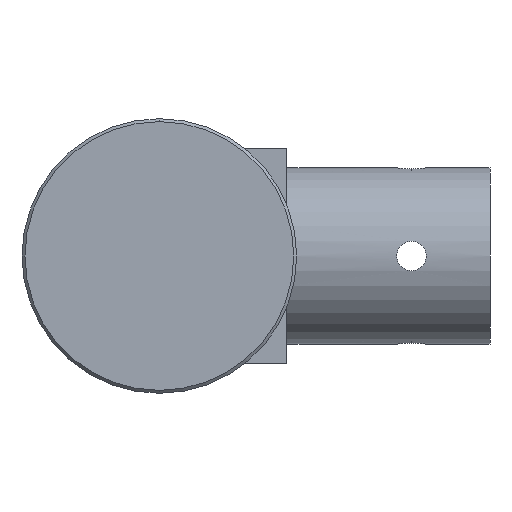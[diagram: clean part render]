
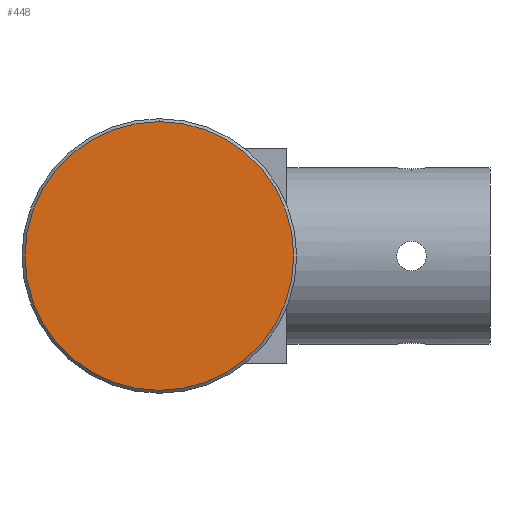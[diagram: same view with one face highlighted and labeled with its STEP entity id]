
A CAD part, left-side view. The second image highlights one B-rep face of the part: STEP entity #448.
In plain terms, the highlighted planar face has unit normal (-1, 0, 0).
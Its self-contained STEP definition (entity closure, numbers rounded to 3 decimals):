
#2 = DIRECTION ( 'NONE',  ( -1., 0., 0. ) ) ;
#26 = DIRECTION ( 'NONE',  ( 0., 0., 1. ) ) ;
#45 = DIRECTION ( 'NONE',  ( -1., 0., 0. ) ) ;
#224 = PLANE ( 'NONE',  #962 ) ;
#283 = ORIENTED_EDGE ( 'NONE', *, *, #287, .T. ) ;
#287 = EDGE_CURVE ( 'NONE', #1183, #295, #901, .T. ) ;
#295 = VERTEX_POINT ( 'NONE', #1316 ) ;
#349 = DIRECTION ( 'NONE',  ( 0., 0., -1. ) ) ;
#436 = CARTESIAN_POINT ( 'NONE',  ( 0., 0., -13.7 ) ) ;
#448 = ADVANCED_FACE ( 'NONE', ( #1336 ), #224, .F. ) ;
#460 = CARTESIAN_POINT ( 'NONE',  ( 0., 0., 0. ) ) ;
#733 = CARTESIAN_POINT ( 'NONE',  ( 0., 0., 0. ) ) ;
#777 = EDGE_CURVE ( 'NONE', #295, #1183, #1024, .T. ) ;
#836 = EDGE_LOOP ( 'NONE', ( #283, #1280 ) ) ;
#901 = CIRCLE ( 'NONE', #1528, 13.7 ) ;
#962 = AXIS2_PLACEMENT_3D ( 'NONE', #1192, #1819, #349 ) ;
#1024 = CIRCLE ( 'NONE', #1354, 13.7 ) ;
#1152 = DIRECTION ( 'NONE',  ( 0., 0., 1. ) ) ;
#1183 = VERTEX_POINT ( 'NONE', #436 ) ;
#1192 = CARTESIAN_POINT ( 'NONE',  ( 0., 0., 0. ) ) ;
#1280 = ORIENTED_EDGE ( 'NONE', *, *, #777, .T. ) ;
#1316 = CARTESIAN_POINT ( 'NONE',  ( 0., 0., 13.7 ) ) ;
#1336 = FACE_OUTER_BOUND ( 'NONE', #836, .T. ) ;
#1354 = AXIS2_PLACEMENT_3D ( 'NONE', #733, #2, #1152 ) ;
#1528 = AXIS2_PLACEMENT_3D ( 'NONE', #460, #45, #26 ) ;
#1819 = DIRECTION ( 'NONE',  ( 1., 0., 0. ) ) ;
